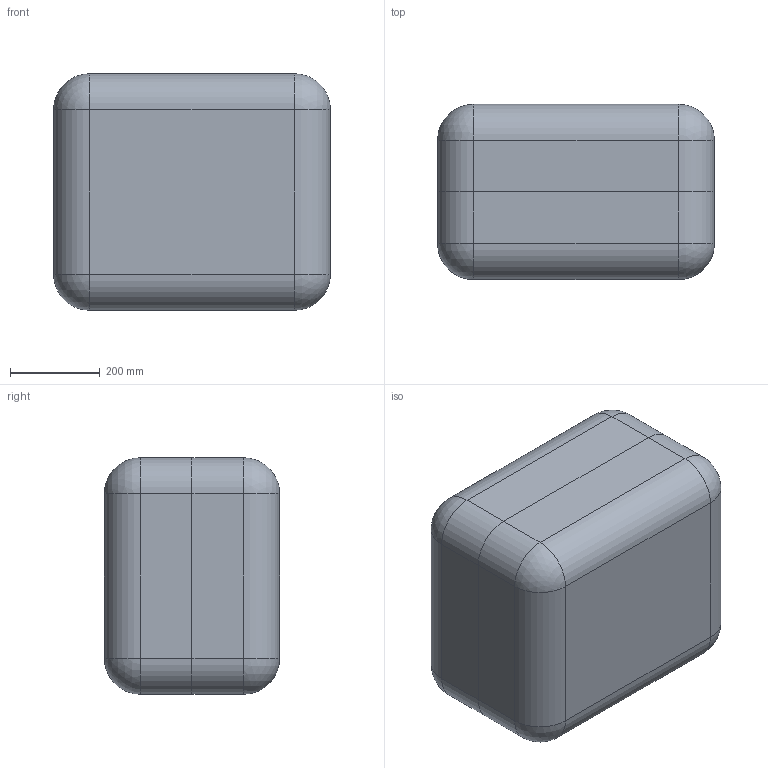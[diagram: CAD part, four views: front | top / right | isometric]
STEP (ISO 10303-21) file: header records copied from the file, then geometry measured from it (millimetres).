
FILE_DESCRIPTION (( 'STEP AP214' ), '1' );
FILE_NAME ('Êîíòåéíåð ÀÄÌÈÐÀË®ÏÐÎÔÅÑÑÈÎÍÀËÜÍÛÅ 039_óïðîùåííàÿ 3D-ìîäåëü.STEP', '2025-08-21T09:23:25', ( '' ), ( '' ), 'SwSTEP 2.0', 'SolidWorks 2021', '' );
FILE_SCHEMA (( 'AUTOMOTIVE_DESIGN' ));
Length unit declared in the file: millimetre
Products named in the file (3): Ñáîðêà_06-H.01.0.039A(óïð.).sldasm-Part-2; Ñáîðêà_06-H.01.0.039A(óïð.).sldasm-Part-1; Êîíòåéíåð ÀÄÌÈÐÀË®ÏÐÎÔÅÑÑÈÎÍÀËÜÍÛÅ 039_óïðîùåííàÿ 3D-ìîäåëü
Assembly tree (2 placements, depth 2):
  Êîíòåéíåð ÀÄÌÈÐÀË®ÏÐÎÔÅÑÑÈÎÍÀËÜÍÛÅ 039_óïðîùåííàÿ 3D-ìîäåëü
    Ñáîðêà_06-H.01.0.039A(óïð.).sldasm-Part-1
    Ñáîðêà_06-H.01.0.039A(óïð.).sldasm-Part-2
Bounding box: 615.42 x 389.46 x 525.77 mm (x, y, z)
Volume: 60415417.5 mm3; surface area: 3123869.7 mm2
Topology: 2 solids, 2 shells, 1244 faces, 3068 edges, 1768 vertices
Faces by surface type: cylinder 532, plane 248, bspline 240, torus 168, sphere 32, cone 24
Entity records: 47750 total; most frequent: CARTESIAN_POINT 20065, ORIENTED_EDGE 5992, DIRECTION 5694, EDGE_CURVE 2996, AXIS2_PLACEMENT_3D 2257, VERTEX_POINT 1768, EDGE_LOOP 1258, CIRCLE 1248
